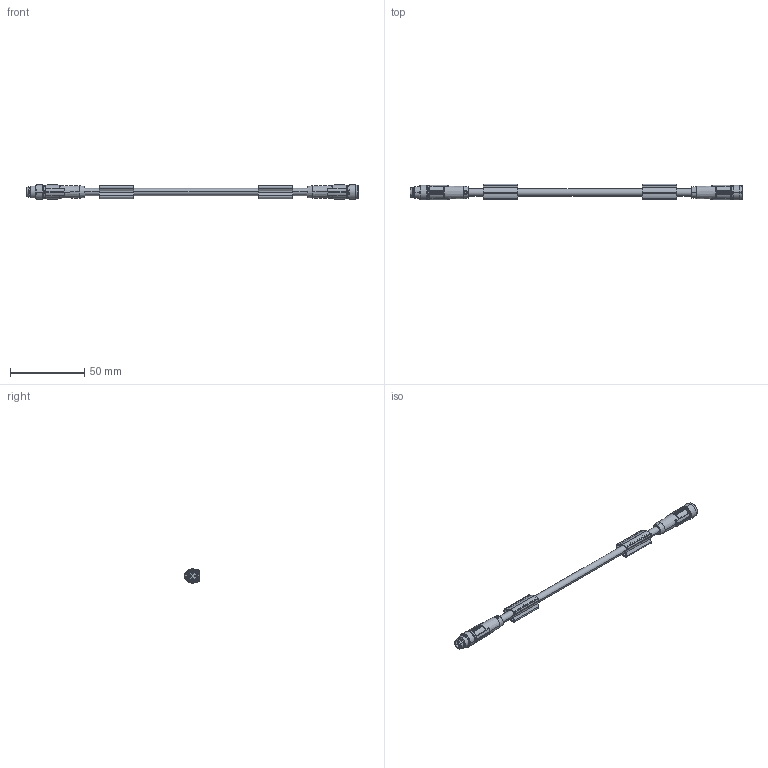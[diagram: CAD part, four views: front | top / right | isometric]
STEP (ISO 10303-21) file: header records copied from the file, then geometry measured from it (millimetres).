
FILE_DESCRIPTION(/* description */ ('Alibre Inc.'),/* implementation_level */ '2;1');
FILE_NAME(/* name */ 'export-28ACBA21-38EC-49F0-AC9E-E6F8C92F0EDE',/* time_stamp */ '2021-04-13T14:10:25+02:00',/* author */ (''),/* organization */ (''),/* preprocessor_version */ 'ST-DEVELOPER v17',/* originating_system */ 'Alibre',/* authorisation */ '');
FILE_SCHEMA (('AUTOMOTIVE_DESIGN'));
Length unit declared in the file: millimetre
Products named in the file (2): 1455285
Bounding box: 223.45 x 10.71 x 10 mm (x, y, z)
Volume: 8358.8 mm3; surface area: 8658 mm2
Topology: 1 solids, 4 shells, 1144 faces, 3042 edges, 1998 vertices
Faces by surface type: plane 633, cylinder 245, bspline 156, cone 56, torus 50, sphere 4
Entity records: 51194 total; most frequent: CARTESIAN_POINT 23889, ORIENTED_EDGE 6080, DIRECTION 4069, EDGE_CURVE 3040, VERTEX_POINT 1998, VECTOR 1725, LINE 1725, AXIS2_PLACEMENT_3D 1502
